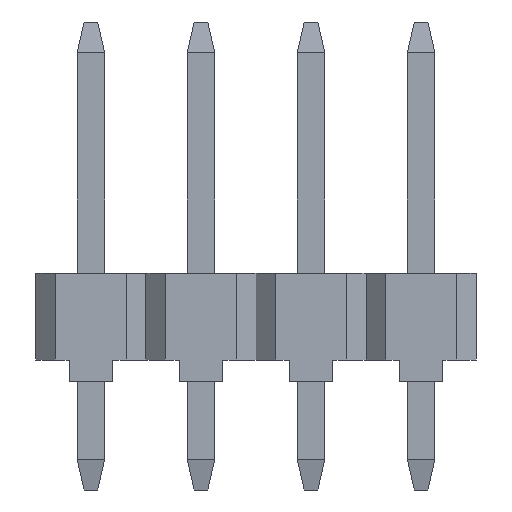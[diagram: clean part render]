
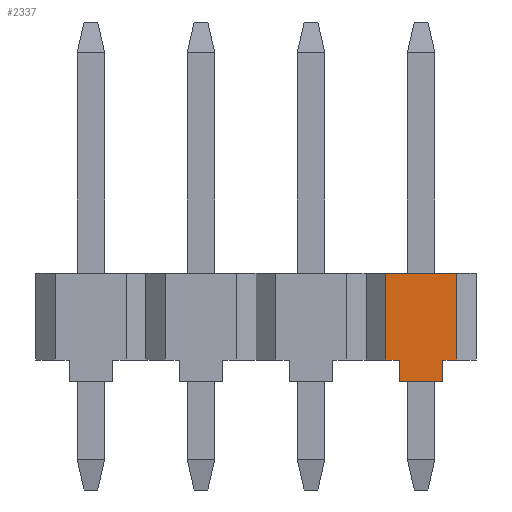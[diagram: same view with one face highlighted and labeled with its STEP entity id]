
A CAD part, front view. The second image highlights one B-rep face of the part: STEP entity #2337.
In plain terms, the highlighted planar face has unit normal (0, -1, 0).
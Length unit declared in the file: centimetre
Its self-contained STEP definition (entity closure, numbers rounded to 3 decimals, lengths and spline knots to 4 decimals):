
#51=FACE_OUTER_BOUND('',#183,.T.);
#183=EDGE_LOOP('',(#1625,#1626,#1627,#1628,#1629,#1630,#1631,#1632));
#338=LINE('',#3266,#672);
#365=LINE('',#3322,#699);
#367=LINE('',#3325,#701);
#368=LINE('',#3327,#702);
#369=LINE('',#3329,#703);
#370=LINE('',#3331,#704);
#371=LINE('',#3333,#705);
#372=LINE('',#3334,#706);
#672=VECTOR('',#2658,0.2);
#699=VECTOR('',#2703,0.2);
#701=VECTOR('',#2707,0.164);
#702=VECTOR('',#2708,0.032);
#703=VECTOR('',#2709,0.05);
#704=VECTOR('',#2710,0.1);
#705=VECTOR('',#2711,0.05);
#706=VECTOR('',#2712,0.032);
#988=VERTEX_POINT('',#3260);
#990=VERTEX_POINT('',#3264);
#1009=VERTEX_POINT('',#3319);
#1010=VERTEX_POINT('',#3321);
#1011=VERTEX_POINT('',#3326);
#1012=VERTEX_POINT('',#3328);
#1013=VERTEX_POINT('',#3330);
#1014=VERTEX_POINT('',#3332);
#1218=EDGE_CURVE('',#988,#990,#338,.T.);
#1245=EDGE_CURVE('',#1009,#1010,#365,.T.);
#1247=EDGE_CURVE('',#1009,#988,#367,.T.);
#1248=EDGE_CURVE('',#1011,#990,#368,.T.);
#1249=EDGE_CURVE('',#1012,#1011,#369,.T.);
#1250=EDGE_CURVE('',#1013,#1012,#370,.T.);
#1251=EDGE_CURVE('',#1014,#1013,#371,.T.);
#1252=EDGE_CURVE('',#1010,#1014,#372,.T.);
#1625=ORIENTED_EDGE('',*,*,#1247,.T.);
#1626=ORIENTED_EDGE('',*,*,#1218,.T.);
#1627=ORIENTED_EDGE('',*,*,#1248,.F.);
#1628=ORIENTED_EDGE('',*,*,#1249,.F.);
#1629=ORIENTED_EDGE('',*,*,#1250,.F.);
#1630=ORIENTED_EDGE('',*,*,#1251,.F.);
#1631=ORIENTED_EDGE('',*,*,#1252,.F.);
#1632=ORIENTED_EDGE('',*,*,#1245,.F.);
#2205=PLANE('',#2471);
#2337=ADVANCED_FACE('',(#51),#2205,.T.);
#2471=AXIS2_PLACEMENT_3D('',#3324,#2705,#2706);
#2658=DIRECTION('',(0.,0.,-1.));
#2703=DIRECTION('',(0.,0.,-1.));
#2705=DIRECTION('center_axis',(0.,-1.,0.));
#2706=DIRECTION('ref_axis',(0.,0.,1.));
#2707=DIRECTION('',(-1.,0.,0.));
#2708=DIRECTION('',(-1.,0.,0.));
#2709=DIRECTION('',(0.,0.,1.));
#2710=DIRECTION('',(-1.,0.,0.));
#2711=DIRECTION('',(0.,0.,-1.));
#2712=DIRECTION('',(-1.,0.,0.));
#3260=CARTESIAN_POINT('',(-0.847,-0.2972,-0.0749));
#3264=CARTESIAN_POINT('',(-0.847,-0.2972,-0.2749));
#3266=CARTESIAN_POINT('',(-0.847,-0.2972,-0.0749));
#3319=CARTESIAN_POINT('',(-0.683,-0.2972,-0.0749));
#3321=CARTESIAN_POINT('',(-0.683,-0.2972,-0.2749));
#3322=CARTESIAN_POINT('',(-0.683,-0.2972,-0.0749));
#3324=CARTESIAN_POINT('Origin',(-0.683,-0.2972,-0.2749));
#3325=CARTESIAN_POINT('',(-0.683,-0.2972,-0.0749));
#3326=CARTESIAN_POINT('',(-0.815,-0.2972,-0.2749));
#3327=CARTESIAN_POINT('',(-0.815,-0.2972,-0.2749));
#3328=CARTESIAN_POINT('',(-0.815,-0.2972,-0.3249));
#3329=CARTESIAN_POINT('',(-0.815,-0.2972,-0.3249));
#3330=CARTESIAN_POINT('',(-0.715,-0.2972,-0.3249));
#3331=CARTESIAN_POINT('',(-0.715,-0.2972,-0.3249));
#3332=CARTESIAN_POINT('',(-0.715,-0.2972,-0.2749));
#3333=CARTESIAN_POINT('',(-0.715,-0.2972,-0.2749));
#3334=CARTESIAN_POINT('',(-0.683,-0.2972,-0.2749));
